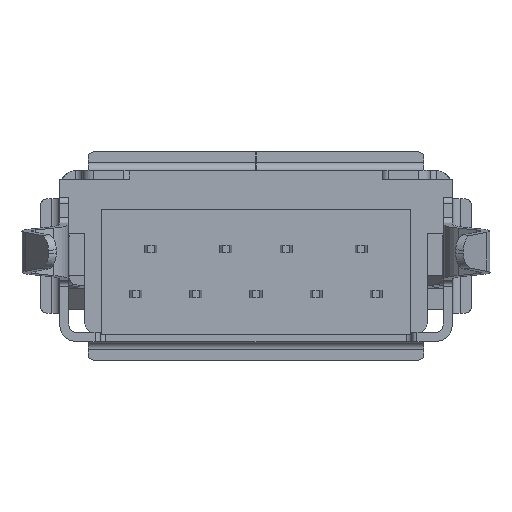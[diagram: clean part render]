
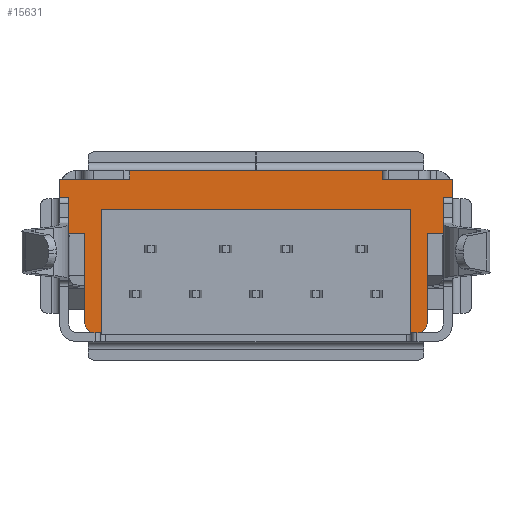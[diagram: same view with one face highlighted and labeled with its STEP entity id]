
A CAD part, front view. The second image highlights one B-rep face of the part: STEP entity #15631.
In plain terms, the highlighted planar face has unit normal (0, -1, 0).
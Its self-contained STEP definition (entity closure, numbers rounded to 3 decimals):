
#484=CIRCLE('',#17063,0.3);
#485=CIRCLE('',#17064,0.3);
#1330=ORIENTED_EDGE('',*,*,#5967,.T.);
#1331=ORIENTED_EDGE('',*,*,#5972,.T.);
#1332=ORIENTED_EDGE('',*,*,#5973,.T.);
#1333=ORIENTED_EDGE('',*,*,#5974,.T.);
#1334=ORIENTED_EDGE('',*,*,#5975,.T.);
#1335=ORIENTED_EDGE('',*,*,#5976,.T.);
#1336=ORIENTED_EDGE('',*,*,#5977,.T.);
#1337=ORIENTED_EDGE('',*,*,#5978,.T.);
#1338=ORIENTED_EDGE('',*,*,#5979,.T.);
#1339=ORIENTED_EDGE('',*,*,#5980,.T.);
#1340=ORIENTED_EDGE('',*,*,#5981,.T.);
#1341=ORIENTED_EDGE('',*,*,#5982,.T.);
#1342=ORIENTED_EDGE('',*,*,#5983,.T.);
#1343=ORIENTED_EDGE('',*,*,#5984,.T.);
#1344=ORIENTED_EDGE('',*,*,#5985,.T.);
#1345=ORIENTED_EDGE('',*,*,#5986,.T.);
#1346=ORIENTED_EDGE('',*,*,#5987,.T.);
#1347=ORIENTED_EDGE('',*,*,#5988,.T.);
#1348=ORIENTED_EDGE('',*,*,#5970,.T.);
#1349=ORIENTED_EDGE('',*,*,#5989,.T.);
#1350=ORIENTED_EDGE('',*,*,#5990,.T.);
#1351=ORIENTED_EDGE('',*,*,#5991,.T.);
#5967=EDGE_CURVE('',#8254,#8253,#9882,.T.);
#5970=EDGE_CURVE('',#8256,#8255,#9885,.T.);
#5972=EDGE_CURVE('',#8253,#8257,#484,.T.);
#5973=EDGE_CURVE('',#8257,#8258,#9887,.T.);
#5974=EDGE_CURVE('',#8258,#8259,#9888,.T.);
#5975=EDGE_CURVE('',#8259,#8260,#9889,.T.);
#5976=EDGE_CURVE('',#8260,#8261,#9890,.T.);
#5977=EDGE_CURVE('',#8261,#8262,#9891,.T.);
#5978=EDGE_CURVE('',#8262,#8263,#9892,.T.);
#5979=EDGE_CURVE('',#8263,#8264,#9893,.T.);
#5980=EDGE_CURVE('',#8264,#8265,#9894,.T.);
#5981=EDGE_CURVE('',#8265,#8266,#9895,.T.);
#5982=EDGE_CURVE('',#8266,#8267,#9896,.T.);
#5983=EDGE_CURVE('',#8267,#8268,#9897,.T.);
#5984=EDGE_CURVE('',#8268,#8269,#9898,.T.);
#5985=EDGE_CURVE('',#8269,#8270,#9899,.T.);
#5986=EDGE_CURVE('',#8270,#8271,#9900,.T.);
#5987=EDGE_CURVE('',#8271,#8272,#9901,.T.);
#5988=EDGE_CURVE('',#8272,#8256,#485,.T.);
#5989=EDGE_CURVE('',#8255,#8273,#9902,.T.);
#5990=EDGE_CURVE('',#8273,#8274,#9903,.T.);
#5991=EDGE_CURVE('',#8274,#8254,#9904,.T.);
#8253=VERTEX_POINT('',#23570);
#8254=VERTEX_POINT('',#23572);
#8255=VERTEX_POINT('',#23575);
#8256=VERTEX_POINT('',#23577);
#8257=VERTEX_POINT('',#23581);
#8258=VERTEX_POINT('',#23583);
#8259=VERTEX_POINT('',#23585);
#8260=VERTEX_POINT('',#23587);
#8261=VERTEX_POINT('',#23589);
#8262=VERTEX_POINT('',#23591);
#8263=VERTEX_POINT('',#23593);
#8264=VERTEX_POINT('',#23595);
#8265=VERTEX_POINT('',#23597);
#8266=VERTEX_POINT('',#23599);
#8267=VERTEX_POINT('',#23601);
#8268=VERTEX_POINT('',#23603);
#8269=VERTEX_POINT('',#23605);
#8270=VERTEX_POINT('',#23607);
#8271=VERTEX_POINT('',#23609);
#8272=VERTEX_POINT('',#23611);
#8273=VERTEX_POINT('',#23614);
#8274=VERTEX_POINT('',#23616);
#9882=LINE('',#23571,#11764);
#9885=LINE('',#23576,#11767);
#9887=LINE('',#23582,#11769);
#9888=LINE('',#23584,#11770);
#9889=LINE('',#23586,#11771);
#9890=LINE('',#23588,#11772);
#9891=LINE('',#23590,#11773);
#9892=LINE('',#23592,#11774);
#9893=LINE('',#23594,#11775);
#9894=LINE('',#23596,#11776);
#9895=LINE('',#23598,#11777);
#9896=LINE('',#23600,#11778);
#9897=LINE('',#23602,#11779);
#9898=LINE('',#23604,#11780);
#9899=LINE('',#23606,#11781);
#9900=LINE('',#23608,#11782);
#9901=LINE('',#23610,#11783);
#9902=LINE('',#23613,#11784);
#9903=LINE('',#23615,#11785);
#9904=LINE('',#23617,#11786);
#11764=VECTOR('',#18816,1000.);
#11767=VECTOR('',#18819,1000.);
#11769=VECTOR('',#18825,1000.);
#11770=VECTOR('',#18826,1000.);
#11771=VECTOR('',#18827,1000.);
#11772=VECTOR('',#18828,1000.);
#11773=VECTOR('',#18829,1000.);
#11774=VECTOR('',#18830,1000.);
#11775=VECTOR('',#18831,1000.);
#11776=VECTOR('',#18832,1000.);
#11777=VECTOR('',#18833,1000.);
#11778=VECTOR('',#18834,1000.);
#11779=VECTOR('',#18835,1000.);
#11780=VECTOR('',#18836,1000.);
#11781=VECTOR('',#18837,1000.);
#11782=VECTOR('',#18838,1000.);
#11783=VECTOR('',#18839,1000.);
#11784=VECTOR('',#18842,1000.);
#11785=VECTOR('',#18843,1000.);
#11786=VECTOR('',#18844,1000.);
#13286=EDGE_LOOP('',(#1330,#1331,#1332,#1333,#1334,#1335,#1336,#1337,#1338,
#1339,#1340,#1341,#1342,#1343,#1344,#1345,#1346,#1347,#1348,#1349,#1350,
#1351));
#14167=FACE_BOUND('',#13286,.T.);
#15046=PLANE('',#17062);
#15631=ADVANCED_FACE('',(#14167),#15046,.T.);
#17062=AXIS2_PLACEMENT_3D('',#23579,#18821,#18822);
#17063=AXIS2_PLACEMENT_3D('',#23580,#18823,#18824);
#17064=AXIS2_PLACEMENT_3D('',#23612,#18840,#18841);
#18816=DIRECTION('',(1.,0.,0.));
#18819=DIRECTION('',(1.,0.,0.));
#18821=DIRECTION('',(0.,-1.,0.));
#18822=DIRECTION('',(0.,0.,-1.));
#18823=DIRECTION('',(0.,-1.,0.));
#18824=DIRECTION('',(0.,0.,-1.));
#18825=DIRECTION('',(0.,0.,1.));
#18826=DIRECTION('',(1.,0.,0.));
#18827=DIRECTION('',(0.,0.,1.));
#18828=DIRECTION('',(1.,0.,0.));
#18829=DIRECTION('',(0.,0.,1.));
#18830=DIRECTION('',(-1.,0.,0.));
#18831=DIRECTION('',(0.,0.,1.));
#18832=DIRECTION('',(-1.,0.,0.));
#18833=DIRECTION('',(0.,0.,-1.));
#18834=DIRECTION('',(-1.,0.,0.));
#18835=DIRECTION('',(0.,0.,-1.));
#18836=DIRECTION('',(1.,0.,0.));
#18837=DIRECTION('',(0.,0.,-1.));
#18838=DIRECTION('',(1.,0.,0.));
#18839=DIRECTION('',(0.,0.,-1.));
#18840=DIRECTION('',(0.,-1.,0.));
#18841=DIRECTION('',(0.,0.,-1.));
#18842=DIRECTION('',(0.,0.,1.));
#18843=DIRECTION('',(1.,0.,0.));
#18844=DIRECTION('',(0.,0.,-1.));
#23570=CARTESIAN_POINT('',(5.4,0.,-3.32));
#23571=CARTESIAN_POINT('',(-5.7,0.,-3.32));
#23572=CARTESIAN_POINT('',(5.15,0.,-3.32));
#23575=CARTESIAN_POINT('',(-5.15,0.,-3.32));
#23576=CARTESIAN_POINT('',(-5.7,0.,-3.32));
#23577=CARTESIAN_POINT('',(-5.4,0.,-3.32));
#23579=CARTESIAN_POINT('',(0.,0.,0.));
#23580=CARTESIAN_POINT('',(5.4,0.,-3.02));
#23581=CARTESIAN_POINT('',(5.7,0.,-3.02));
#23582=CARTESIAN_POINT('',(5.7,0.,-3.32));
#23583=CARTESIAN_POINT('',(5.7,0.,0.));
#23584=CARTESIAN_POINT('',(5.7,0.,0.));
#23585=CARTESIAN_POINT('',(6.25,0.,0.));
#23586=CARTESIAN_POINT('',(6.25,0.,0.));
#23587=CARTESIAN_POINT('',(6.25,0.,1.2));
#23588=CARTESIAN_POINT('',(6.25,0.,1.2));
#23589=CARTESIAN_POINT('',(6.55,0.,1.2));
#23590=CARTESIAN_POINT('',(6.55,0.,1.2));
#23591=CARTESIAN_POINT('',(6.55,0.,1.8));
#23592=CARTESIAN_POINT('',(6.55,0.,1.8));
#23593=CARTESIAN_POINT('',(4.2,0.,1.8));
#23594=CARTESIAN_POINT('',(4.2,0.,1.8));
#23595=CARTESIAN_POINT('',(4.2,0.,2.08));
#23596=CARTESIAN_POINT('',(4.2,0.,2.08));
#23597=CARTESIAN_POINT('',(-4.2,0.,2.08));
#23598=CARTESIAN_POINT('',(-4.2,0.,2.08));
#23599=CARTESIAN_POINT('',(-4.2,0.,1.8));
#23600=CARTESIAN_POINT('',(-4.2,0.,1.8));
#23601=CARTESIAN_POINT('',(-6.55,0.,1.8));
#23602=CARTESIAN_POINT('',(-6.55,0.,1.8));
#23603=CARTESIAN_POINT('',(-6.55,0.,1.2));
#23604=CARTESIAN_POINT('',(-6.55,0.,1.2));
#23605=CARTESIAN_POINT('',(-6.25,0.,1.2));
#23606=CARTESIAN_POINT('',(-6.25,0.,1.2));
#23607=CARTESIAN_POINT('',(-6.25,0.,0.));
#23608=CARTESIAN_POINT('',(-6.25,0.,0.));
#23609=CARTESIAN_POINT('',(-5.7,0.,0.));
#23610=CARTESIAN_POINT('',(-5.7,0.,0.));
#23611=CARTESIAN_POINT('',(-5.7,0.,-3.02));
#23612=CARTESIAN_POINT('',(-5.4,0.,-3.02));
#23613=CARTESIAN_POINT('',(-5.15,0.,-3.32));
#23614=CARTESIAN_POINT('',(-5.15,0.,0.78));
#23615=CARTESIAN_POINT('',(-5.15,0.,0.78));
#23616=CARTESIAN_POINT('',(5.15,0.,0.78));
#23617=CARTESIAN_POINT('',(5.15,0.,0.78));
